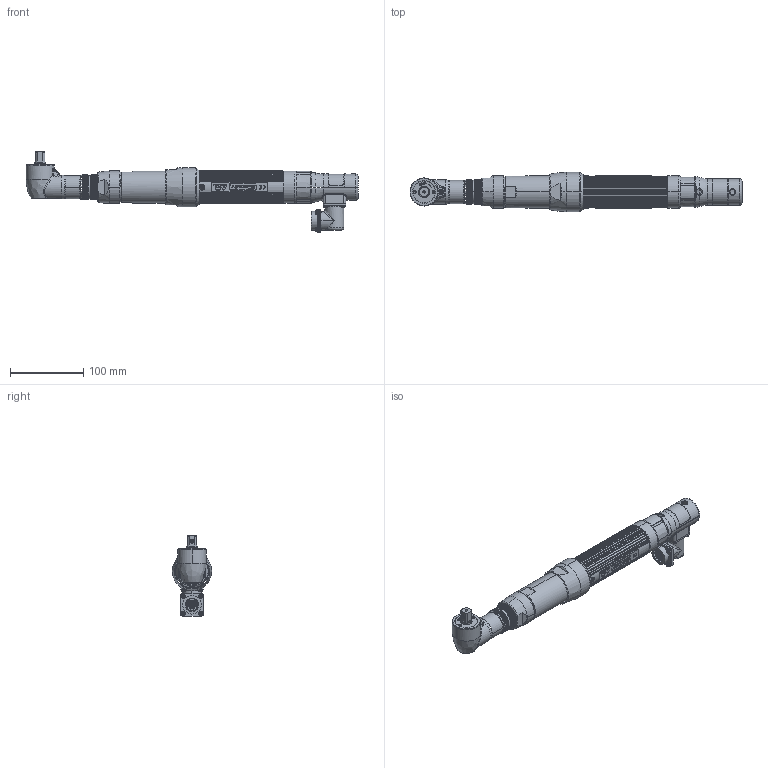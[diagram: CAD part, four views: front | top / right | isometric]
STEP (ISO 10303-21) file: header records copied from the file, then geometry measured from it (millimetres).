
FILE_DESCRIPTION((''),'2;1');
FILE_NAME('EB34MA19-70','2012-08-08T',('EJF1116'),(''),'PRO/ENGINEER BY PARAMETRIC TECHNOLOGY CORPORATION, 2010430','PRO/ENGINEER BY PARAMETRIC TECHNOLOGY CORPORATION, 2010430','');
FILE_SCHEMA(('CONFIG_CONTROL_DESIGN'));
Length unit declared in the file: inch
Products named in the file (1): EB34MA19-70
Bounding box: 452.31 x 53.48 x 109.45 mm (x, y, z)
Surface area: 83213.2 mm2 (no closed solid volume)
Topology: 0 solids, 156 shells, 655 faces, 3803 edges, 3203 vertices
Faces by surface type: cylinder 319, plane 214, bspline 48, torus 38, cone 34, extrusion 2
Entity records: 42957 total; most frequent: CARTESIAN_POINT 16098, DIRECTION 5077, ORIENTED_EDGE 4643, EDGE_CURVE 3801, VERTEX_POINT 3203, VECTOR 1833, LINE 1831, AXIS2_PLACEMENT_3D 1622
